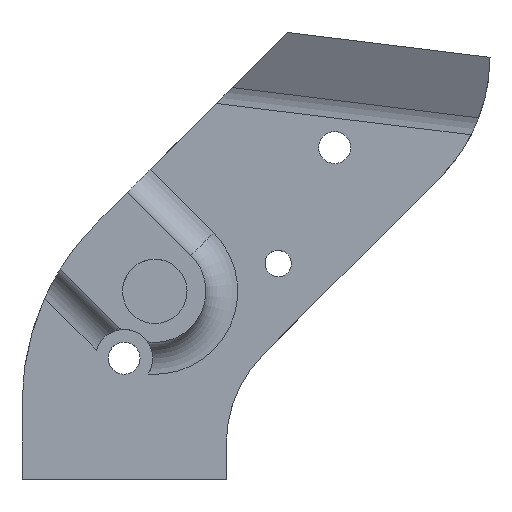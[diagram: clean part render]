
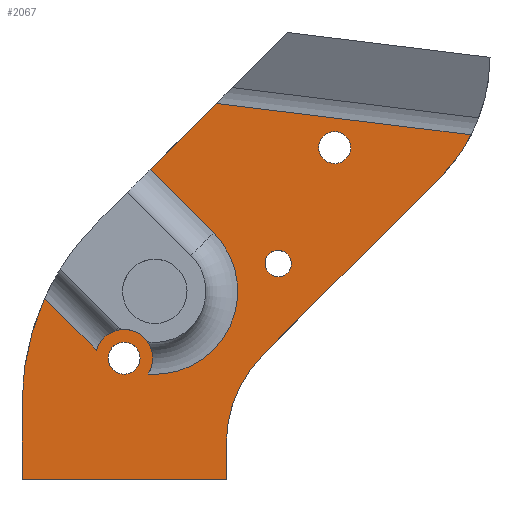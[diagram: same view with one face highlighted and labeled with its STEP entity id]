
A CAD part, top view. The second image highlights one B-rep face of the part: STEP entity #2067.
In plain terms, the highlighted planar face has unit normal (0, 0, 1).
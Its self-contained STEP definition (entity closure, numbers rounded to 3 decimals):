
#85=CARTESIAN_POINT('Vertex',(32.937,15.723,0.)) ;
#118=CARTESIAN_POINT('Vertex',(37.879,22.513,0.)) ;
#121=CARTESIAN_POINT('Axis2P3D Location',(13.845,34.815,0.)) ;
#322=CARTESIAN_POINT('Line Origine',(19.147,1.934,0.)) ;
#326=CARTESIAN_POINT('Vertex',(5.358,-11.855,0.)) ;
#358=CARTESIAN_POINT('Vertex',(-2.041,27.414,0.)) ;
#361=CARTESIAN_POINT('Line Origine',(3.023,26.793,0.)) ;
#382=CARTESIAN_POINT('Vertex',(-0.5,-25.997,0.)) ;
#385=CARTESIAN_POINT('Axis2P3D Location',(19.5,-25.997,0.)) ;
#406=CARTESIAN_POINT('Vertex',(9.464,3.33,0.)) ;
#409=CARTESIAN_POINT('Axis2P3D Location',(7.65,2.339,0.)) ;
#413=CARTESIAN_POINT('Vertex',(5.836,1.348,0.)) ;
#428=CARTESIAN_POINT('Axis2P3D Location',(7.65,2.339,0.)) ;
#824=CARTESIAN_POINT('Vertex',(19.,20.5,0.)) ;
#827=CARTESIAN_POINT('Axis2P3D Location',(16.5,20.5,0.)) ;
#831=CARTESIAN_POINT('Vertex',(14.,20.5,0.)) ;
#851=CARTESIAN_POINT('Axis2P3D Location',(16.5,20.5,0.)) ;
#926=CARTESIAN_POINT('Line Origine',(-0.5,-28.749,0.)) ;
#930=CARTESIAN_POINT('Vertex',(-0.5,-31.5,0.)) ;
#950=CARTESIAN_POINT('Line Origine',(-16.5,-31.5,0.)) ;
#954=CARTESIAN_POINT('Vertex',(-32.5,-31.5,0.)) ;
#986=CARTESIAN_POINT('Vertex',(-32.5,-19.613,0.)) ;
#989=CARTESIAN_POINT('Line Origine',(-32.5,-25.556,0.)) ;
#1663=CARTESIAN_POINT('Line Origine',(-7.218,22.238,0.)) ;
#1667=CARTESIAN_POINT('Vertex',(-12.394,17.062,0.)) ;
#1716=CARTESIAN_POINT('Vertex',(-2.494,7.162,0.)) ;
#1719=CARTESIAN_POINT('Line Origine',(6.711,-2.043,0.)) ;
#1736=CARTESIAN_POINT('Axis2P3D Location',(7.5,-19.613,0.)) ;
#1740=CARTESIAN_POINT('Vertex',(-28.954,-3.148,0.)) ;
#1799=CARTESIAN_POINT('Line Origine',(-17.697,-14.404,0.)) ;
#1803=CARTESIAN_POINT('Vertex',(-20.879,-11.222,0.)) ;
#1830=CARTESIAN_POINT('Vertex',(-20.829,-11.272,0.)) ;
#1833=CARTESIAN_POINT('Axis2P3D Location',(-11.687,-2.03,0.)) ;
#1868=CARTESIAN_POINT('Vertex',(-12.749,-14.987,0.)) ;
#1871=CARTESIAN_POINT('Axis2P3D Location',(-11.687,-2.03,0.)) ;
#1939=CARTESIAN_POINT('Axis2P3D Location',(-16.5,-12.5,0.)) ;
#1943=CARTESIAN_POINT('Vertex',(-14.,-12.5,0.)) ;
#1945=CARTESIAN_POINT('Vertex',(-19.,-12.5,0.)) ;
#1965=CARTESIAN_POINT('Axis2P3D Location',(-16.5,-12.5,0.)) ;
#1969=CARTESIAN_POINT('Vertex',(-18.983,-12.789,0.)) ;
#1971=CARTESIAN_POINT('Vertex',(-15.103,-14.573,0.)) ;
#1974=CARTESIAN_POINT('Axis2P3D Location',(-16.5,-12.5,0.)) ;
#1979=CARTESIAN_POINT('Axis2P3D Location',(-16.5,-12.5,0.)) ;
#2002=CARTESIAN_POINT('Vertex',(-12.,-12.5,0.)) ;
#2005=CARTESIAN_POINT('Axis2P3D Location',(-16.5,-12.5,0.)) ;
#2016=CARTESIAN_POINT('Axis2P3D Location',(-16.5,-12.5,0.)) ;
#2031=CARTESIAN_POINT('Axis2P3D Location',(0.,0.,0.)) ;
#122=DIRECTION('Axis2P3D Direction',(0.,0.,-1.)) ;
#323=DIRECTION('Vector Direction',(0.707,0.707,0.)) ;
#362=DIRECTION('Vector Direction',(-0.993,0.122,0.)) ;
#386=DIRECTION('Axis2P3D Direction',(0.,0.,-1.)) ;
#410=DIRECTION('Axis2P3D Direction',(0.,-0.,1.)) ;
#429=DIRECTION('Axis2P3D Direction',(0.,-0.,1.)) ;
#828=DIRECTION('Axis2P3D Direction',(0.,0.,1.)) ;
#852=DIRECTION('Axis2P3D Direction',(0.,0.,1.)) ;
#927=DIRECTION('Vector Direction',(0.,-1.,0.)) ;
#951=DIRECTION('Vector Direction',(-1.,0.,0.)) ;
#990=DIRECTION('Vector Direction',(0.,-1.,0.)) ;
#1664=DIRECTION('Vector Direction',(-0.707,-0.707,0.)) ;
#1720=DIRECTION('Vector Direction',(0.707,-0.707,0.)) ;
#1737=DIRECTION('Axis2P3D Direction',(0.,0.,-1.)) ;
#1800=DIRECTION('Vector Direction',(-0.707,0.707,0.)) ;
#1834=DIRECTION('Axis2P3D Direction',(0.,-0.,1.)) ;
#1872=DIRECTION('Axis2P3D Direction',(0.,-0.,1.)) ;
#1940=DIRECTION('Axis2P3D Direction',(0.,0.,1.)) ;
#1966=DIRECTION('Axis2P3D Direction',(0.,0.,1.)) ;
#1975=DIRECTION('Axis2P3D Direction',(0.,0.,1.)) ;
#1980=DIRECTION('Axis2P3D Direction',(0.,0.,1.)) ;
#2006=DIRECTION('Axis2P3D Direction',(0.,0.,1.)) ;
#2017=DIRECTION('Axis2P3D Direction',(0.,0.,1.)) ;
#2032=DIRECTION('Axis2P3D Direction',(0.,0.,1.)) ;
#2033=DIRECTION('Axis2P3D XDirection',(1.,0.,0.)) ;
#123=AXIS2_PLACEMENT_3D('Circle Axis2P3D',#121,#122,$) ;
#387=AXIS2_PLACEMENT_3D('Circle Axis2P3D',#385,#386,$) ;
#411=AXIS2_PLACEMENT_3D('Circle Axis2P3D',#409,#410,$) ;
#430=AXIS2_PLACEMENT_3D('Circle Axis2P3D',#428,#429,$) ;
#829=AXIS2_PLACEMENT_3D('Circle Axis2P3D',#827,#828,$) ;
#853=AXIS2_PLACEMENT_3D('Circle Axis2P3D',#851,#852,$) ;
#1738=AXIS2_PLACEMENT_3D('Circle Axis2P3D',#1736,#1737,$) ;
#1835=AXIS2_PLACEMENT_3D('Circle Axis2P3D',#1833,#1834,$) ;
#1873=AXIS2_PLACEMENT_3D('Circle Axis2P3D',#1871,#1872,$) ;
#1941=AXIS2_PLACEMENT_3D('Circle Axis2P3D',#1939,#1940,$) ;
#1967=AXIS2_PLACEMENT_3D('Circle Axis2P3D',#1965,#1966,$) ;
#1976=AXIS2_PLACEMENT_3D('Circle Axis2P3D',#1974,#1975,$) ;
#1981=AXIS2_PLACEMENT_3D('Circle Axis2P3D',#1979,#1980,$) ;
#2007=AXIS2_PLACEMENT_3D('Circle Axis2P3D',#2005,#2006,$) ;
#2018=AXIS2_PLACEMENT_3D('Circle Axis2P3D',#2016,#2017,$) ;
#2034=AXIS2_PLACEMENT_3D('Plane Axis2P3D',#2031,#2032,#2033) ;
#2037=ORIENTED_EDGE('',*,*,#2009,.T.) ;
#2038=ORIENTED_EDGE('',*,*,#2020,.T.) ;
#2039=ORIENTED_EDGE('',*,*,#1837,.F.) ;
#2040=ORIENTED_EDGE('',*,*,#1805,.F.) ;
#2041=ORIENTED_EDGE('',*,*,#1742,.F.) ;
#2042=ORIENTED_EDGE('',*,*,#993,.T.) ;
#2043=ORIENTED_EDGE('',*,*,#956,.T.) ;
#2044=ORIENTED_EDGE('',*,*,#932,.T.) ;
#2045=ORIENTED_EDGE('',*,*,#389,.T.) ;
#2046=ORIENTED_EDGE('',*,*,#328,.T.) ;
#2047=ORIENTED_EDGE('',*,*,#125,.F.) ;
#2048=ORIENTED_EDGE('',*,*,#365,.F.) ;
#2049=ORIENTED_EDGE('',*,*,#1669,.T.) ;
#2050=ORIENTED_EDGE('',*,*,#1723,.F.) ;
#2051=ORIENTED_EDGE('',*,*,#1875,.F.) ;
#2054=ORIENTED_EDGE('',*,*,#833,.F.) ;
#2055=ORIENTED_EDGE('',*,*,#855,.F.) ;
#2058=ORIENTED_EDGE('',*,*,#415,.F.) ;
#2059=ORIENTED_EDGE('',*,*,#432,.F.) ;
#2062=ORIENTED_EDGE('',*,*,#1973,.F.) ;
#2063=ORIENTED_EDGE('',*,*,#1983,.F.) ;
#2064=ORIENTED_EDGE('',*,*,#1947,.F.) ;
#2065=ORIENTED_EDGE('',*,*,#1978,.F.) ;
#2056=FACE_BOUND('',#2053,.T.) ;
#2060=FACE_BOUND('',#2057,.T.) ;
#2066=FACE_BOUND('',#2061,.T.) ;
#324=VECTOR('Line Direction',#323,1.) ;
#363=VECTOR('Line Direction',#362,1.) ;
#928=VECTOR('Line Direction',#927,1.) ;
#952=VECTOR('Line Direction',#951,1.) ;
#991=VECTOR('Line Direction',#990,1.) ;
#1665=VECTOR('Line Direction',#1664,1.) ;
#1721=VECTOR('Line Direction',#1720,1.) ;
#1801=VECTOR('Line Direction',#1800,1.) ;
#2067=ADVANCED_FACE('Corps principal',(#2052,#2056,#2060,#2066),#2035,.T.) ;
#124=CIRCLE('generated circle',#123,27.) ;
#388=CIRCLE('generated circle',#387,20.) ;
#412=CIRCLE('generated circle',#411,2.067) ;
#431=CIRCLE('generated circle',#430,2.067) ;
#830=CIRCLE('generated circle',#829,2.5) ;
#854=CIRCLE('generated circle',#853,2.5) ;
#1739=CIRCLE('generated circle',#1738,40.) ;
#1836=CIRCLE('generated circle',#1835,13.) ;
#1874=CIRCLE('generated circle',#1873,13.) ;
#1942=CIRCLE('generated circle',#1941,2.5) ;
#1968=CIRCLE('generated circle',#1967,2.5) ;
#1977=CIRCLE('generated circle',#1976,2.5) ;
#1982=CIRCLE('generated circle',#1981,2.5) ;
#2008=CIRCLE('generated circle',#2007,4.5) ;
#2019=CIRCLE('generated circle',#2018,4.5) ;
#125=EDGE_CURVE('',#119,#86,#124,.T.) ;
#328=EDGE_CURVE('',#327,#86,#325,.T.) ;
#365=EDGE_CURVE('',#359,#119,#364,.F.) ;
#389=EDGE_CURVE('',#383,#327,#388,.T.) ;
#415=EDGE_CURVE('',#407,#414,#412,.T.) ;
#432=EDGE_CURVE('',#414,#407,#431,.T.) ;
#833=EDGE_CURVE('',#825,#832,#830,.T.) ;
#855=EDGE_CURVE('',#832,#825,#854,.T.) ;
#932=EDGE_CURVE('',#931,#383,#929,.F.) ;
#956=EDGE_CURVE('',#955,#931,#953,.F.) ;
#993=EDGE_CURVE('',#987,#955,#992,.T.) ;
#1669=EDGE_CURVE('',#359,#1668,#1666,.T.) ;
#1723=EDGE_CURVE('',#1717,#1668,#1722,.F.) ;
#1742=EDGE_CURVE('',#987,#1741,#1739,.T.) ;
#1805=EDGE_CURVE('',#1741,#1804,#1802,.F.) ;
#1837=EDGE_CURVE('',#1804,#1831,#1836,.T.) ;
#1875=EDGE_CURVE('',#1869,#1717,#1874,.T.) ;
#1947=EDGE_CURVE('',#1944,#1946,#1942,.T.) ;
#1973=EDGE_CURVE('',#1970,#1972,#1968,.T.) ;
#1978=EDGE_CURVE('',#1972,#1944,#1977,.T.) ;
#1983=EDGE_CURVE('',#1946,#1970,#1982,.T.) ;
#2009=EDGE_CURVE('',#1869,#2003,#2008,.T.) ;
#2020=EDGE_CURVE('',#2003,#1831,#2019,.T.) ;
#2036=EDGE_LOOP('',(#2037,#2038,#2039,#2040,#2041,#2042,#2043,#2044,#2045,#2046,#2047,#2048,#2049,#2050,#2051)) ;
#2053=EDGE_LOOP('',(#2054,#2055)) ;
#2057=EDGE_LOOP('',(#2058,#2059)) ;
#2061=EDGE_LOOP('',(#2062,#2063,#2064,#2065)) ;
#2052=FACE_OUTER_BOUND('',#2036,.T.) ;
#325=LINE('Line',#322,#324) ;
#364=LINE('Line',#361,#363) ;
#929=LINE('Line',#926,#928) ;
#953=LINE('Line',#950,#952) ;
#992=LINE('Line',#989,#991) ;
#1666=LINE('Line',#1663,#1665) ;
#1722=LINE('Line',#1719,#1721) ;
#1802=LINE('Line',#1799,#1801) ;
#2035=PLANE('Plane',#2034) ;
#86=VERTEX_POINT('',#85) ;
#119=VERTEX_POINT('',#118) ;
#327=VERTEX_POINT('',#326) ;
#359=VERTEX_POINT('',#358) ;
#383=VERTEX_POINT('',#382) ;
#407=VERTEX_POINT('',#406) ;
#414=VERTEX_POINT('',#413) ;
#825=VERTEX_POINT('',#824) ;
#832=VERTEX_POINT('',#831) ;
#931=VERTEX_POINT('',#930) ;
#955=VERTEX_POINT('',#954) ;
#987=VERTEX_POINT('',#986) ;
#1668=VERTEX_POINT('',#1667) ;
#1717=VERTEX_POINT('',#1716) ;
#1741=VERTEX_POINT('',#1740) ;
#1804=VERTEX_POINT('',#1803) ;
#1831=VERTEX_POINT('',#1830) ;
#1869=VERTEX_POINT('',#1868) ;
#1944=VERTEX_POINT('',#1943) ;
#1946=VERTEX_POINT('',#1945) ;
#1970=VERTEX_POINT('',#1969) ;
#1972=VERTEX_POINT('',#1971) ;
#2003=VERTEX_POINT('',#2002) ;
